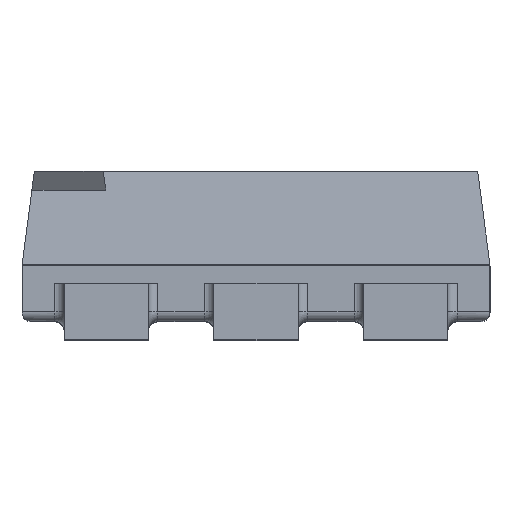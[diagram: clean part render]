
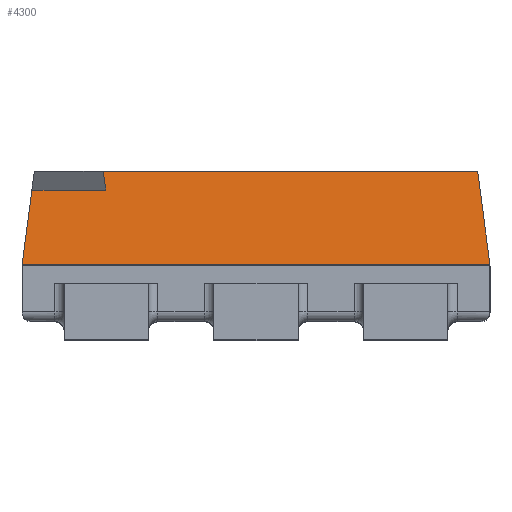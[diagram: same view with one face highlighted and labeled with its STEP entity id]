
A CAD part, top view. The second image highlights one B-rep face of the part: STEP entity #4300.
In plain terms, the highlighted planar face has unit normal (0, 0.131, 0.991).
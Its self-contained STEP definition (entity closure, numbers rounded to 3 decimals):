
#47 = CARTESIAN_POINT ( 'NONE',  ( -2.395, 0.6, 2.395 ) ) ;
#94 = VECTOR ( 'NONE', #2383, 1000. ) ;
#125 = ORIENTED_EDGE ( 'NONE', *, *, #785, .T. ) ;
#163 = VERTEX_POINT ( 'NONE', #3200 ) ;
#241 = CARTESIAN_POINT ( 'NONE',  ( -1.604, 0.592, 2.396 ) ) ;
#367 = CARTESIAN_POINT ( 'NONE',  ( 2.329, 1.101, 2.329 ) ) ;
#412 = LINE ( 'NONE', #1152, #2746 ) ;
#437 = VERTEX_POINT ( 'NONE', #1024 ) ;
#477 = EDGE_CURVE ( 'NONE', #3062, #796, #3441, .T. ) ;
#563 = PLANE ( 'NONE',  #2575 ) ;
#657 = DIRECTION ( 'NONE',  ( 1., 0., 0. ) ) ;
#785 = EDGE_CURVE ( 'NONE', #3791, #163, #2706, .T. ) ;
#796 = VERTEX_POINT ( 'NONE', #2296 ) ;
#811 = CARTESIAN_POINT ( 'NONE',  ( -1.605, 0.6, 2.395 ) ) ;
#988 = FACE_OUTER_BOUND ( 'NONE', #1520, .T. ) ;
#1001 = LINE ( 'NONE', #3789, #2862 ) ;
#1024 = CARTESIAN_POINT ( 'NONE',  ( -1.632, 0.8, 2.368 ) ) ;
#1037 = VECTOR ( 'NONE', #1961, 1000. ) ;
#1152 = CARTESIAN_POINT ( 'NONE',  ( 2.5, -0.194, 2.499 ) ) ;
#1210 = ORIENTED_EDGE ( 'NONE', *, *, #477, .T. ) ;
#1282 = ORIENTED_EDGE ( 'NONE', *, *, #1664, .T. ) ;
#1357 = CARTESIAN_POINT ( 'NONE',  ( 2.499, -0.194, 2.499 ) ) ;
#1520 = EDGE_LOOP ( 'NONE', ( #125, #1282, #1210, #2514, #4381, #3545 ) ) ;
#1575 = EDGE_CURVE ( 'NONE', #3156, #3791, #4085, .T. ) ;
#1641 = DIRECTION ( 'NONE',  ( -1., 0., 0. ) ) ;
#1664 = EDGE_CURVE ( 'NONE', #163, #3062, #412, .T. ) ;
#1951 = LINE ( 'NONE', #241, #4301 ) ;
#1959 = VECTOR ( 'NONE', #4205, 1000. ) ;
#1961 = DIRECTION ( 'NONE',  ( -1., 0., 0. ) ) ;
#2096 = DIRECTION ( 'NONE',  ( 1., 0., 0. ) ) ;
#2296 = CARTESIAN_POINT ( 'NONE',  ( 2.368, 0.8, 2.368 ) ) ;
#2383 = DIRECTION ( 'NONE',  ( -0.129, -0.983, 0.129 ) ) ;
#2405 = CARTESIAN_POINT ( 'NONE',  ( 0., 0.6, 2.395 ) ) ;
#2514 = ORIENTED_EDGE ( 'NONE', *, *, #3507, .F. ) ;
#2575 = AXIS2_PLACEMENT_3D ( 'NONE', #3294, #3329, #1641 ) ;
#2620 = CARTESIAN_POINT ( 'NONE',  ( -2.329, 1.101, 2.329 ) ) ;
#2706 = LINE ( 'NONE', #2620, #94 ) ;
#2746 = VECTOR ( 'NONE', #2096, 1000. ) ;
#2862 = VECTOR ( 'NONE', #657, 1000. ) ;
#2922 = EDGE_CURVE ( 'NONE', #3156, #437, #1951, .T. ) ;
#3062 = VERTEX_POINT ( 'NONE', #1357 ) ;
#3156 = VERTEX_POINT ( 'NONE', #811 ) ;
#3200 = CARTESIAN_POINT ( 'NONE',  ( -2.499, -0.194, 2.499 ) ) ;
#3294 = CARTESIAN_POINT ( 'NONE',  ( 0., 0.8, 2.368 ) ) ;
#3329 = DIRECTION ( 'NONE',  ( 0., 0.131, 0.991 ) ) ;
#3441 = LINE ( 'NONE', #367, #1959 ) ;
#3507 = EDGE_CURVE ( 'NONE', #437, #796, #1001, .T. ) ;
#3545 = ORIENTED_EDGE ( 'NONE', *, *, #1575, .T. ) ;
#3789 = CARTESIAN_POINT ( 'NONE',  ( 2.5, 0.8, 2.368 ) ) ;
#3791 = VERTEX_POINT ( 'NONE', #47 ) ;
#4021 = DIRECTION ( 'NONE',  ( -0.129, 0.983, -0.129 ) ) ;
#4085 = LINE ( 'NONE', #2405, #1037 ) ;
#4205 = DIRECTION ( 'NONE',  ( -0.129, 0.983, -0.129 ) ) ;
#4300 = ADVANCED_FACE ( 'NONE', ( #988 ), #563, .T. ) ;
#4301 = VECTOR ( 'NONE', #4021, 1000. ) ;
#4381 = ORIENTED_EDGE ( 'NONE', *, *, #2922, .F. ) ;
